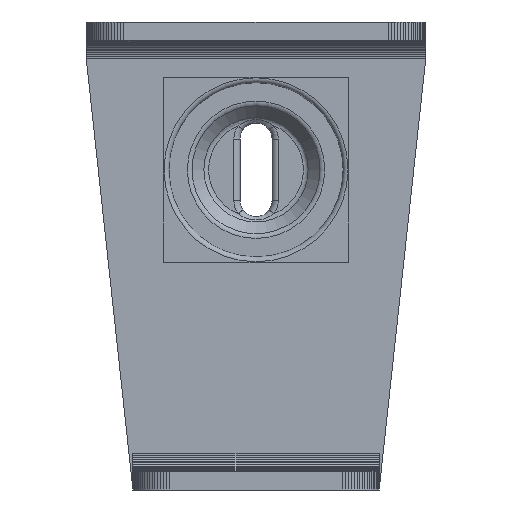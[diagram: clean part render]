
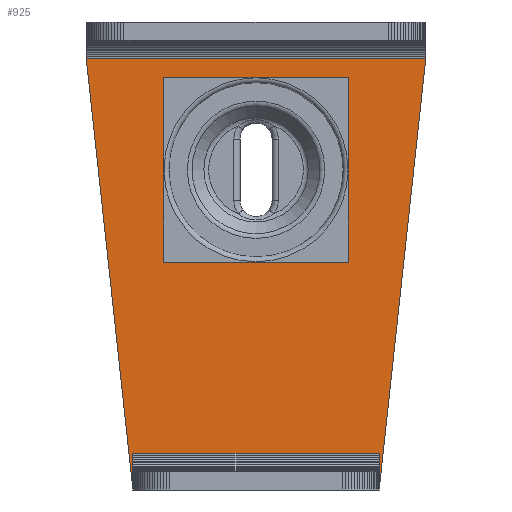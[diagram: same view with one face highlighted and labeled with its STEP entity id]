
A CAD part, front view. The second image highlights one B-rep face of the part: STEP entity #925.
In plain terms, the highlighted planar face has unit normal (0, -1, 0).
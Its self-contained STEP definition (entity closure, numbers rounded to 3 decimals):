
#166 = VERTEX_POINT('',#167);
#167 = CARTESIAN_POINT('',(-20.,0.,-29.));
#173 = EDGE_CURVE('',#174,#166,#176,.T.);
#174 = VERTEX_POINT('',#175);
#175 = CARTESIAN_POINT('',(-20.,0.,-35.));
#176 = LINE('',#177,#178);
#177 = CARTESIAN_POINT('',(-20.,0.,-35.));
#178 = VECTOR('',#179,1.);
#179 = DIRECTION('',(0.,0.,1.));
#908 = VERTEX_POINT('',#909);
#909 = CARTESIAN_POINT('',(20.,0.,-29.));
#915 = EDGE_CURVE('',#908,#166,#916,.T.);
#916 = LINE('',#917,#918);
#917 = CARTESIAN_POINT('',(20.,0.,-29.));
#918 = VECTOR('',#919,1.);
#919 = DIRECTION('',(-1.,0.,0.));
#925 = ADVANCED_FACE('',(#926,#1008),#1042,.T.);
#926 = FACE_BOUND('',#927,.T.);
#927 = EDGE_LOOP('',(#928,#938,#946,#954,#962,#970,#978,#984,#985,#986,
    #994,#1002));
#928 = ORIENTED_EDGE('',*,*,#929,.F.);
#929 = EDGE_CURVE('',#930,#932,#934,.T.);
#930 = VERTEX_POINT('',#931);
#931 = CARTESIAN_POINT('',(-27.504,0.,35.));
#932 = VERTEX_POINT('',#933);
#933 = CARTESIAN_POINT('',(27.496,0.,35.));
#934 = LINE('',#935,#936);
#935 = CARTESIAN_POINT('',(-27.504,0.,35.));
#936 = VECTOR('',#937,1.);
#937 = DIRECTION('',(1.,0.,0.));
#938 = ORIENTED_EDGE('',*,*,#939,.T.);
#939 = EDGE_CURVE('',#930,#940,#942,.T.);
#940 = VERTEX_POINT('',#941);
#941 = CARTESIAN_POINT('',(-27.504,0.,41.));
#942 = LINE('',#943,#944);
#943 = CARTESIAN_POINT('',(-27.504,0.,35.));
#944 = VECTOR('',#945,1.);
#945 = DIRECTION('',(0.,0.,1.));
#946 = ORIENTED_EDGE('',*,*,#947,.T.);
#947 = EDGE_CURVE('',#940,#948,#950,.T.);
#948 = VERTEX_POINT('',#949);
#949 = CARTESIAN_POINT('',(27.496,0.,41.));
#950 = LINE('',#951,#952);
#951 = CARTESIAN_POINT('',(-27.504,0.,41.));
#952 = VECTOR('',#953,1.);
#953 = DIRECTION('',(1.,0.,0.));
#954 = ORIENTED_EDGE('',*,*,#955,.T.);
#955 = EDGE_CURVE('',#948,#956,#958,.T.);
#956 = VERTEX_POINT('',#957);
#957 = CARTESIAN_POINT('',(27.496,0.,41.));
#958 = LINE('',#959,#960);
#959 = CARTESIAN_POINT('',(27.496,0.,41.));
#960 = VECTOR('',#961,1.);
#961 = DIRECTION('',(0.,0.,1.));
#962 = ORIENTED_EDGE('',*,*,#963,.T.);
#963 = EDGE_CURVE('',#956,#964,#966,.T.);
#964 = VERTEX_POINT('',#965);
#965 = CARTESIAN_POINT('',(-27.504,0.,41.));
#966 = LINE('',#967,#968);
#967 = CARTESIAN_POINT('',(27.496,0.,41.));
#968 = VECTOR('',#969,1.);
#969 = DIRECTION('',(-1.,0.,0.));
#970 = ORIENTED_EDGE('',*,*,#971,.T.);
#971 = EDGE_CURVE('',#964,#972,#974,.T.);
#972 = VERTEX_POINT('',#973);
#973 = CARTESIAN_POINT('',(-27.504,0.,34.407));
#974 = LINE('',#975,#976);
#975 = CARTESIAN_POINT('',(-27.504,0.,41.));
#976 = VECTOR('',#977,1.);
#977 = DIRECTION('',(0.,0.,-1.));
#978 = ORIENTED_EDGE('',*,*,#979,.T.);
#979 = EDGE_CURVE('',#972,#174,#980,.T.);
#980 = LINE('',#981,#982);
#981 = CARTESIAN_POINT('',(-27.504,0.,34.407));
#982 = VECTOR('',#983,1.);
#983 = DIRECTION('',(0.107,0.,-0.994));
#984 = ORIENTED_EDGE('',*,*,#173,.T.);
#985 = ORIENTED_EDGE('',*,*,#915,.F.);
#986 = ORIENTED_EDGE('',*,*,#987,.T.);
#987 = EDGE_CURVE('',#908,#988,#990,.T.);
#988 = VERTEX_POINT('',#989);
#989 = CARTESIAN_POINT('',(20.,0.,-35.));
#990 = LINE('',#991,#992);
#991 = CARTESIAN_POINT('',(20.,0.,-29.));
#992 = VECTOR('',#993,1.);
#993 = DIRECTION('',(0.,0.,-1.));
#994 = ORIENTED_EDGE('',*,*,#995,.T.);
#995 = EDGE_CURVE('',#988,#996,#998,.T.);
#996 = VERTEX_POINT('',#997);
#997 = CARTESIAN_POINT('',(27.496,0.,34.407));
#998 = LINE('',#999,#1000);
#999 = CARTESIAN_POINT('',(20.,0.,-35.));
#1000 = VECTOR('',#1001,1.);
#1001 = DIRECTION('',(0.107,0.,0.994));
#1002 = ORIENTED_EDGE('',*,*,#1003,.T.);
#1003 = EDGE_CURVE('',#996,#932,#1004,.T.);
#1004 = LINE('',#1005,#1006);
#1005 = CARTESIAN_POINT('',(27.496,0.,34.407));
#1006 = VECTOR('',#1007,1.);
#1007 = DIRECTION('',(0.,0.,1.));
#1008 = FACE_BOUND('',#1009,.T.);
#1009 = EDGE_LOOP('',(#1010,#1020,#1028,#1036));
#1010 = ORIENTED_EDGE('',*,*,#1011,.F.);
#1011 = EDGE_CURVE('',#1012,#1014,#1016,.T.);
#1012 = VERTEX_POINT('',#1013);
#1013 = CARTESIAN_POINT('',(-15.,0.,2.));
#1014 = VERTEX_POINT('',#1015);
#1015 = CARTESIAN_POINT('',(15.,0.,2.));
#1016 = LINE('',#1017,#1018);
#1017 = CARTESIAN_POINT('',(7.052,0.,2.));
#1018 = VECTOR('',#1019,1.);
#1019 = DIRECTION('',(1.,0.,0.));
#1020 = ORIENTED_EDGE('',*,*,#1021,.F.);
#1021 = EDGE_CURVE('',#1022,#1012,#1024,.T.);
#1022 = VERTEX_POINT('',#1023);
#1023 = CARTESIAN_POINT('',(-15.,0.,32.));
#1024 = LINE('',#1025,#1026);
#1025 = CARTESIAN_POINT('',(-15.,0.,8.229));
#1026 = VECTOR('',#1027,1.);
#1027 = DIRECTION('',(0.,0.,-1.));
#1028 = ORIENTED_EDGE('',*,*,#1029,.F.);
#1029 = EDGE_CURVE('',#1030,#1022,#1032,.T.);
#1030 = VERTEX_POINT('',#1031);
#1031 = CARTESIAN_POINT('',(15.,0.,32.));
#1032 = LINE('',#1033,#1034);
#1033 = CARTESIAN_POINT('',(-7.948,0.,32.));
#1034 = VECTOR('',#1035,1.);
#1035 = DIRECTION('',(-1.,0.,0.));
#1036 = ORIENTED_EDGE('',*,*,#1037,.F.);
#1037 = EDGE_CURVE('',#1014,#1030,#1038,.T.);
#1038 = LINE('',#1039,#1040);
#1039 = CARTESIAN_POINT('',(15.,0.,23.229));
#1040 = VECTOR('',#1041,1.);
#1041 = DIRECTION('',(0.,0.,1.));
#1042 = PLANE('',#1043);
#1043 = AXIS2_PLACEMENT_3D('',#1044,#1045,#1046);
#1044 = CARTESIAN_POINT('',(-0.895,0.,14.458));
#1045 = DIRECTION('',(-0.,-1.,-0.));
#1046 = DIRECTION('',(0.,0.,-1.));
